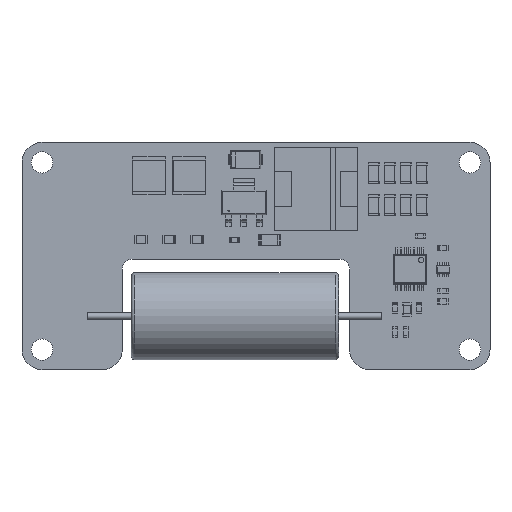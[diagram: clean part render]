
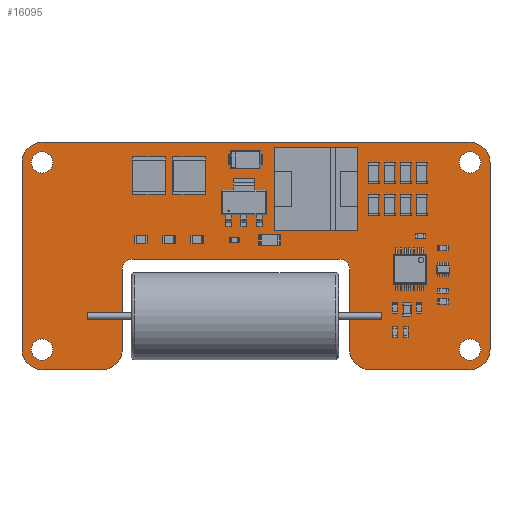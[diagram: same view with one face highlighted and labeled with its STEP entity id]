
A CAD part, top view. The second image highlights one B-rep face of the part: STEP entity #16095.
In plain terms, the highlighted planar face has unit normal (0, 0, 1).
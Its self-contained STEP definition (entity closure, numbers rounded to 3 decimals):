
#15834 = VERTEX_POINT('',#15835);
#15835 = CARTESIAN_POINT('',(104.,-37.,1.48));
#15841 = EDGE_CURVE('',#15834,#15842,#15844,.T.);
#15842 = VERTEX_POINT('',#15843);
#15843 = CARTESIAN_POINT('',(107.,-40.,1.48));
#15844 = CIRCLE('',#15845,3.);
#15845 = AXIS2_PLACEMENT_3D('',#15846,#15847,#15848);
#15846 = CARTESIAN_POINT('',(104.,-40.,1.48));
#15847 = DIRECTION('',(0.,0.,-1.));
#15848 = DIRECTION('',(0.,1.,0.));
#15876 = VERTEX_POINT('',#15877);
#15877 = CARTESIAN_POINT('',(40.,-37.,1.48));
#15883 = EDGE_CURVE('',#15876,#15834,#15884,.T.);
#15884 = LINE('',#15885,#15886);
#15885 = CARTESIAN_POINT('',(40.,-37.,1.48));
#15886 = VECTOR('',#15887,1.);
#15887 = DIRECTION('',(1.,0.,0.));
#15905 = EDGE_CURVE('',#15842,#15906,#15908,.T.);
#15906 = VERTEX_POINT('',#15907);
#15907 = CARTESIAN_POINT('',(107.,-68.,1.48));
#15908 = LINE('',#15909,#15910);
#15909 = CARTESIAN_POINT('',(107.,-40.,1.48));
#15910 = VECTOR('',#15911,1.);
#15911 = DIRECTION('',(0.,-1.,0.));
#16095 = ADVANCED_FACE('',(#16096,#16210,#16221,#16232,#16243),#16254,
  .T.);
#16096 = FACE_BOUND('',#16097,.T.);
#16097 = EDGE_LOOP('',(#16098,#16099,#16100,#16109,#16117,#16126,#16134,
    #16143,#16151,#16160,#16168,#16177,#16185,#16194,#16202,#16209));
#16098 = ORIENTED_EDGE('',*,*,#15841,.F.);
#16099 = ORIENTED_EDGE('',*,*,#15883,.F.);
#16100 = ORIENTED_EDGE('',*,*,#16101,.F.);
#16101 = EDGE_CURVE('',#16102,#15876,#16104,.T.);
#16102 = VERTEX_POINT('',#16103);
#16103 = CARTESIAN_POINT('',(37.,-40.,1.48));
#16104 = CIRCLE('',#16105,3.);
#16105 = AXIS2_PLACEMENT_3D('',#16106,#16107,#16108);
#16106 = CARTESIAN_POINT('',(40.,-40.,1.48));
#16107 = DIRECTION('',(0.,0.,-1.));
#16108 = DIRECTION('',(-1.,0.,0.));
#16109 = ORIENTED_EDGE('',*,*,#16110,.F.);
#16110 = EDGE_CURVE('',#16111,#16102,#16113,.T.);
#16111 = VERTEX_POINT('',#16112);
#16112 = CARTESIAN_POINT('',(37.,-68.,1.48));
#16113 = LINE('',#16114,#16115);
#16114 = CARTESIAN_POINT('',(37.,-68.,1.48));
#16115 = VECTOR('',#16116,1.);
#16116 = DIRECTION('',(0.,1.,0.));
#16117 = ORIENTED_EDGE('',*,*,#16118,.F.);
#16118 = EDGE_CURVE('',#16119,#16111,#16121,.T.);
#16119 = VERTEX_POINT('',#16120);
#16120 = CARTESIAN_POINT('',(40.,-71.,1.48));
#16121 = CIRCLE('',#16122,3.);
#16122 = AXIS2_PLACEMENT_3D('',#16123,#16124,#16125);
#16123 = CARTESIAN_POINT('',(40.,-68.,1.48));
#16124 = DIRECTION('',(0.,0.,-1.));
#16125 = DIRECTION('',(0.,-1.,-0.));
#16126 = ORIENTED_EDGE('',*,*,#16127,.F.);
#16127 = EDGE_CURVE('',#16128,#16119,#16130,.T.);
#16128 = VERTEX_POINT('',#16129);
#16129 = CARTESIAN_POINT('',(49.,-71.,1.48));
#16130 = LINE('',#16131,#16132);
#16131 = CARTESIAN_POINT('',(49.,-71.,1.48));
#16132 = VECTOR('',#16133,1.);
#16133 = DIRECTION('',(-1.,0.,0.));
#16134 = ORIENTED_EDGE('',*,*,#16135,.F.);
#16135 = EDGE_CURVE('',#16136,#16128,#16138,.T.);
#16136 = VERTEX_POINT('',#16137);
#16137 = CARTESIAN_POINT('',(52.,-68.,1.48));
#16138 = CIRCLE('',#16139,3.);
#16139 = AXIS2_PLACEMENT_3D('',#16140,#16141,#16142);
#16140 = CARTESIAN_POINT('',(49.,-68.,1.48));
#16141 = DIRECTION('',(0.,0.,-1.));
#16142 = DIRECTION('',(1.,0.,0.));
#16143 = ORIENTED_EDGE('',*,*,#16144,.F.);
#16144 = EDGE_CURVE('',#16145,#16136,#16147,.T.);
#16145 = VERTEX_POINT('',#16146);
#16146 = CARTESIAN_POINT('',(52.,-56.,1.48));
#16147 = LINE('',#16148,#16149);
#16148 = CARTESIAN_POINT('',(52.,-56.,1.48));
#16149 = VECTOR('',#16150,1.);
#16150 = DIRECTION('',(0.,-1.,0.));
#16151 = ORIENTED_EDGE('',*,*,#16152,.F.);
#16152 = EDGE_CURVE('',#16153,#16145,#16155,.T.);
#16153 = VERTEX_POINT('',#16154);
#16154 = CARTESIAN_POINT('',(53.5,-54.5,1.48));
#16155 = CIRCLE('',#16156,1.5);
#16156 = AXIS2_PLACEMENT_3D('',#16157,#16158,#16159);
#16157 = CARTESIAN_POINT('',(53.5,-56.,1.48));
#16158 = DIRECTION('',(0.,0.,1.));
#16159 = DIRECTION('',(0.,1.,-0.));
#16160 = ORIENTED_EDGE('',*,*,#16161,.F.);
#16161 = EDGE_CURVE('',#16162,#16153,#16164,.T.);
#16162 = VERTEX_POINT('',#16163);
#16163 = CARTESIAN_POINT('',(84.5,-54.5,1.48));
#16164 = LINE('',#16165,#16166);
#16165 = CARTESIAN_POINT('',(84.5,-54.5,1.48));
#16166 = VECTOR('',#16167,1.);
#16167 = DIRECTION('',(-1.,0.,0.));
#16168 = ORIENTED_EDGE('',*,*,#16169,.F.);
#16169 = EDGE_CURVE('',#16170,#16162,#16172,.T.);
#16170 = VERTEX_POINT('',#16171);
#16171 = CARTESIAN_POINT('',(86.,-56.,1.48));
#16172 = CIRCLE('',#16173,1.5);
#16173 = AXIS2_PLACEMENT_3D('',#16174,#16175,#16176);
#16174 = CARTESIAN_POINT('',(84.5,-56.,1.48));
#16175 = DIRECTION('',(0.,0.,1.));
#16176 = DIRECTION('',(1.,0.,0.));
#16177 = ORIENTED_EDGE('',*,*,#16178,.F.);
#16178 = EDGE_CURVE('',#16179,#16170,#16181,.T.);
#16179 = VERTEX_POINT('',#16180);
#16180 = CARTESIAN_POINT('',(86.,-68.,1.48));
#16181 = LINE('',#16182,#16183);
#16182 = CARTESIAN_POINT('',(86.,-68.,1.48));
#16183 = VECTOR('',#16184,1.);
#16184 = DIRECTION('',(0.,1.,0.));
#16185 = ORIENTED_EDGE('',*,*,#16186,.F.);
#16186 = EDGE_CURVE('',#16187,#16179,#16189,.T.);
#16187 = VERTEX_POINT('',#16188);
#16188 = CARTESIAN_POINT('',(89.,-71.,1.48));
#16189 = CIRCLE('',#16190,3.);
#16190 = AXIS2_PLACEMENT_3D('',#16191,#16192,#16193);
#16191 = CARTESIAN_POINT('',(89.,-68.,1.48));
#16192 = DIRECTION('',(0.,0.,-1.));
#16193 = DIRECTION('',(0.,-1.,-0.));
#16194 = ORIENTED_EDGE('',*,*,#16195,.F.);
#16195 = EDGE_CURVE('',#16196,#16187,#16198,.T.);
#16196 = VERTEX_POINT('',#16197);
#16197 = CARTESIAN_POINT('',(104.,-71.,1.48));
#16198 = LINE('',#16199,#16200);
#16199 = CARTESIAN_POINT('',(104.,-71.,1.48));
#16200 = VECTOR('',#16201,1.);
#16201 = DIRECTION('',(-1.,0.,0.));
#16202 = ORIENTED_EDGE('',*,*,#16203,.F.);
#16203 = EDGE_CURVE('',#15906,#16196,#16204,.T.);
#16204 = CIRCLE('',#16205,3.);
#16205 = AXIS2_PLACEMENT_3D('',#16206,#16207,#16208);
#16206 = CARTESIAN_POINT('',(104.,-68.,1.48));
#16207 = DIRECTION('',(0.,0.,-1.));
#16208 = DIRECTION('',(1.,0.,0.));
#16209 = ORIENTED_EDGE('',*,*,#15905,.F.);
#16210 = FACE_BOUND('',#16211,.T.);
#16211 = EDGE_LOOP('',(#16212));
#16212 = ORIENTED_EDGE('',*,*,#16213,.T.);
#16213 = EDGE_CURVE('',#16214,#16214,#16216,.T.);
#16214 = VERTEX_POINT('',#16215);
#16215 = CARTESIAN_POINT('',(40.,-69.6,1.48));
#16216 = CIRCLE('',#16217,1.6);
#16217 = AXIS2_PLACEMENT_3D('',#16218,#16219,#16220);
#16218 = CARTESIAN_POINT('',(40.,-68.,1.48));
#16219 = DIRECTION('',(-0.,0.,-1.));
#16220 = DIRECTION('',(-0.,-1.,0.));
#16221 = FACE_BOUND('',#16222,.T.);
#16222 = EDGE_LOOP('',(#16223));
#16223 = ORIENTED_EDGE('',*,*,#16224,.T.);
#16224 = EDGE_CURVE('',#16225,#16225,#16227,.T.);
#16225 = VERTEX_POINT('',#16226);
#16226 = CARTESIAN_POINT('',(104.,-69.6,1.48));
#16227 = CIRCLE('',#16228,1.6);
#16228 = AXIS2_PLACEMENT_3D('',#16229,#16230,#16231);
#16229 = CARTESIAN_POINT('',(104.,-68.,1.48));
#16230 = DIRECTION('',(-0.,0.,-1.));
#16231 = DIRECTION('',(-0.,-1.,0.));
#16232 = FACE_BOUND('',#16233,.T.);
#16233 = EDGE_LOOP('',(#16234));
#16234 = ORIENTED_EDGE('',*,*,#16235,.T.);
#16235 = EDGE_CURVE('',#16236,#16236,#16238,.T.);
#16236 = VERTEX_POINT('',#16237);
#16237 = CARTESIAN_POINT('',(40.,-41.6,1.48));
#16238 = CIRCLE('',#16239,1.6);
#16239 = AXIS2_PLACEMENT_3D('',#16240,#16241,#16242);
#16240 = CARTESIAN_POINT('',(40.,-40.,1.48));
#16241 = DIRECTION('',(-0.,0.,-1.));
#16242 = DIRECTION('',(-0.,-1.,0.));
#16243 = FACE_BOUND('',#16244,.T.);
#16244 = EDGE_LOOP('',(#16245));
#16245 = ORIENTED_EDGE('',*,*,#16246,.T.);
#16246 = EDGE_CURVE('',#16247,#16247,#16249,.T.);
#16247 = VERTEX_POINT('',#16248);
#16248 = CARTESIAN_POINT('',(104.,-41.6,1.48));
#16249 = CIRCLE('',#16250,1.6);
#16250 = AXIS2_PLACEMENT_3D('',#16251,#16252,#16253);
#16251 = CARTESIAN_POINT('',(104.,-40.,1.48));
#16252 = DIRECTION('',(-0.,0.,-1.));
#16253 = DIRECTION('',(-0.,-1.,0.));
#16254 = PLANE('',#16255);
#16255 = AXIS2_PLACEMENT_3D('',#16256,#16257,#16258);
#16256 = CARTESIAN_POINT('',(0.,0.,1.48));
#16257 = DIRECTION('',(0.,0.,1.));
#16258 = DIRECTION('',(1.,0.,-0.));
